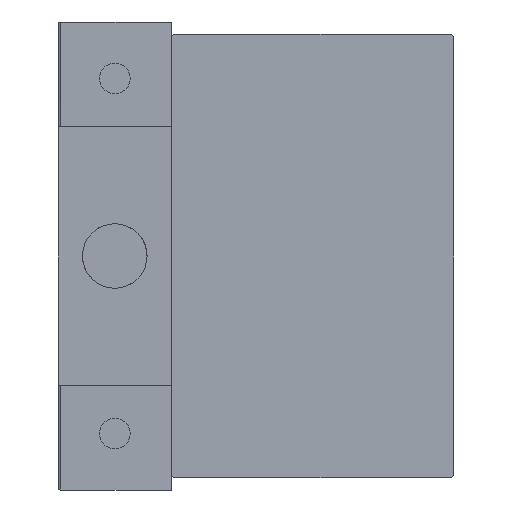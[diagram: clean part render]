
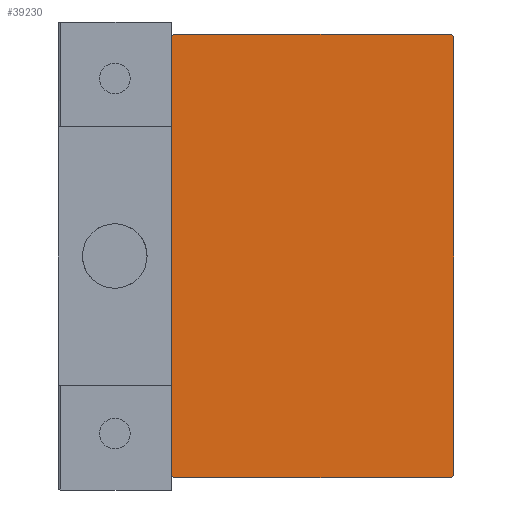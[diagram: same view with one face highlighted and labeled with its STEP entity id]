
A CAD part, left-side view. The second image highlights one B-rep face of the part: STEP entity #39230.
In plain terms, the highlighted face is planar.
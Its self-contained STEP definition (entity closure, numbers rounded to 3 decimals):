
#130 = FACE_OUTER_BOUND ( 'NONE', #16963, .T. ) ;
#1954 = VERTEX_POINT ( 'NONE', #30270 ) ;
#3130 = VERTEX_POINT ( 'NONE', #14118 ) ;
#3296 = DIRECTION ( 'NONE',  ( 0., 0., 1. ) ) ;
#3694 = DIRECTION ( 'NONE',  ( 0., 0., -1. ) ) ;
#3836 = EDGE_CURVE ( 'NONE', #3952, #27987, #29455, .T. ) ;
#3952 = VERTEX_POINT ( 'NONE', #7099 ) ;
#4060 = LINE ( 'NONE', #34851, #5529 ) ;
#4228 = CARTESIAN_POINT ( 'NONE',  ( 76., -22.35, 22.35 ) ) ;
#5529 = VECTOR ( 'NONE', #35359, 1000. ) ;
#5674 = EDGE_CURVE ( 'NONE', #19440, #22493, #15642, .T. ) ;
#6104 = ORIENTED_EDGE ( 'NONE', *, *, #5674, .T. ) ;
#7099 = CARTESIAN_POINT ( 'NONE',  ( 76., 17.5, 27.2 ) ) ;
#7501 = PLANE ( 'NONE',  #36719 ) ;
#9440 = LINE ( 'NONE', #21148, #29815 ) ;
#10420 = LINE ( 'NONE', #25946, #19408 ) ;
#13474 = ORIENTED_EDGE ( 'NONE', *, *, #22837, .T. ) ;
#13723 = VERTEX_POINT ( 'NONE', #42499 ) ;
#14118 = CARTESIAN_POINT ( 'NONE',  ( 76., -17.2, -27.5 ) ) ;
#14162 = DIRECTION ( 'NONE',  ( 0., -0.707, 0.707 ) ) ;
#14430 = EDGE_CURVE ( 'NONE', #1954, #3952, #29767, .T. ) ;
#14529 = EDGE_CURVE ( 'NONE', #3130, #47908, #10420, .T. ) ;
#15282 = VECTOR ( 'NONE', #23560, 1000. ) ;
#15549 = EDGE_CURVE ( 'NONE', #27987, #13723, #4060, .T. ) ;
#15642 = LINE ( 'NONE', #31161, #16745 ) ;
#16745 = VECTOR ( 'NONE', #48163, 1000. ) ;
#16963 = EDGE_LOOP ( 'NONE', ( #42429, #13474, #49992, #23751, #42151, #48070, #6104, #41910 ) ) ;
#18569 = VECTOR ( 'NONE', #3296, 1000. ) ;
#18639 = CARTESIAN_POINT ( 'NONE',  ( 76., -17.5, 27.2 ) ) ;
#19408 = VECTOR ( 'NONE', #26197, 1000. ) ;
#19440 = VERTEX_POINT ( 'NONE', #18639 ) ;
#21148 = CARTESIAN_POINT ( 'NONE',  ( 76., -22.35, -22.35 ) ) ;
#21294 = LINE ( 'NONE', #40899, #49372 ) ;
#21343 = EDGE_CURVE ( 'NONE', #22493, #3130, #9440, .T. ) ;
#22493 = VERTEX_POINT ( 'NONE', #47376 ) ;
#22837 = EDGE_CURVE ( 'NONE', #47908, #1954, #21294, .T. ) ;
#23036 = CARTESIAN_POINT ( 'NONE',  ( 76., 0., 0. ) ) ;
#23560 = DIRECTION ( 'NONE',  ( 0., -0.707, -0.707 ) ) ;
#23751 = ORIENTED_EDGE ( 'NONE', *, *, #3836, .T. ) ;
#24118 = EDGE_CURVE ( 'NONE', #13723, #19440, #42418, .T. ) ;
#25946 = CARTESIAN_POINT ( 'NONE',  ( 76., -17.5, -27.5 ) ) ;
#26197 = DIRECTION ( 'NONE',  ( 0., 1., 0. ) ) ;
#27987 = VERTEX_POINT ( 'NONE', #32761 ) ;
#29177 = DIRECTION ( 'NONE',  ( 0., 0.707, 0.707 ) ) ;
#29455 = LINE ( 'NONE', #30445, #34559 ) ;
#29767 = LINE ( 'NONE', #37662, #18569 ) ;
#29815 = VECTOR ( 'NONE', #36674, 1000. ) ;
#30270 = CARTESIAN_POINT ( 'NONE',  ( 76., 17.5, -27.2 ) ) ;
#30445 = CARTESIAN_POINT ( 'NONE',  ( 76., 22.35, 22.35 ) ) ;
#31161 = CARTESIAN_POINT ( 'NONE',  ( 76., -17.5, 27.5 ) ) ;
#32761 = CARTESIAN_POINT ( 'NONE',  ( 76., 17.2, 27.5 ) ) ;
#34559 = VECTOR ( 'NONE', #14162, 1000. ) ;
#34851 = CARTESIAN_POINT ( 'NONE',  ( 76., 17.5, 27.5 ) ) ;
#35359 = DIRECTION ( 'NONE',  ( 0., -1., 0. ) ) ;
#36674 = DIRECTION ( 'NONE',  ( 0., 0.707, -0.707 ) ) ;
#36719 = AXIS2_PLACEMENT_3D ( 'NONE', #23036, #38575, #3694 ) ;
#37662 = CARTESIAN_POINT ( 'NONE',  ( 76., 17.5, -27.5 ) ) ;
#38575 = DIRECTION ( 'NONE',  ( 1., 0., 0. ) ) ;
#39230 = ADVANCED_FACE ( 'NONE', ( #130 ), #7501, .T. ) ;
#40899 = CARTESIAN_POINT ( 'NONE',  ( 76., 22.35, -22.35 ) ) ;
#41682 = CARTESIAN_POINT ( 'NONE',  ( 76., 17.2, -27.5 ) ) ;
#41910 = ORIENTED_EDGE ( 'NONE', *, *, #21343, .T. ) ;
#42151 = ORIENTED_EDGE ( 'NONE', *, *, #15549, .T. ) ;
#42418 = LINE ( 'NONE', #4228, #15282 ) ;
#42429 = ORIENTED_EDGE ( 'NONE', *, *, #14529, .T. ) ;
#42499 = CARTESIAN_POINT ( 'NONE',  ( 76., -17.2, 27.5 ) ) ;
#47376 = CARTESIAN_POINT ( 'NONE',  ( 76., -17.5, -27.2 ) ) ;
#47908 = VERTEX_POINT ( 'NONE', #41682 ) ;
#48070 = ORIENTED_EDGE ( 'NONE', *, *, #24118, .T. ) ;
#48163 = DIRECTION ( 'NONE',  ( 0., 0., -1. ) ) ;
#49372 = VECTOR ( 'NONE', #29177, 1000. ) ;
#49992 = ORIENTED_EDGE ( 'NONE', *, *, #14430, .T. ) ;
